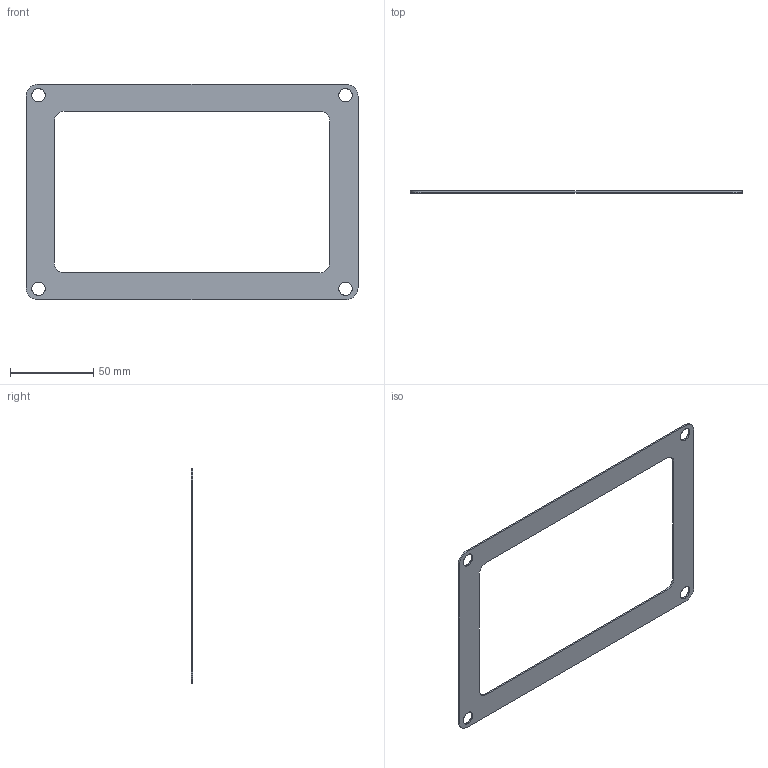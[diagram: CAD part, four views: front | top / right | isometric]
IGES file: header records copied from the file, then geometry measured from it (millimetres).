
Start section: ------------------------------------------------------------------------
Global section: file name: PC14.3888.TO_470_28113.igs; native system: spGate; preprocessor: ver16.7.1; author: Unknown; organization: Unknown; date: 200501.161741; units: millimetre
Bounding box: 199 x 1 x 129 mm (x, y, z)
Volume: 9454.4 mm3; surface area: 20166.1 mm2
Topology: 1 solids, 1 shells, 26 faces, 72 edges, 48 vertices
Faces by surface type: bspline 26
